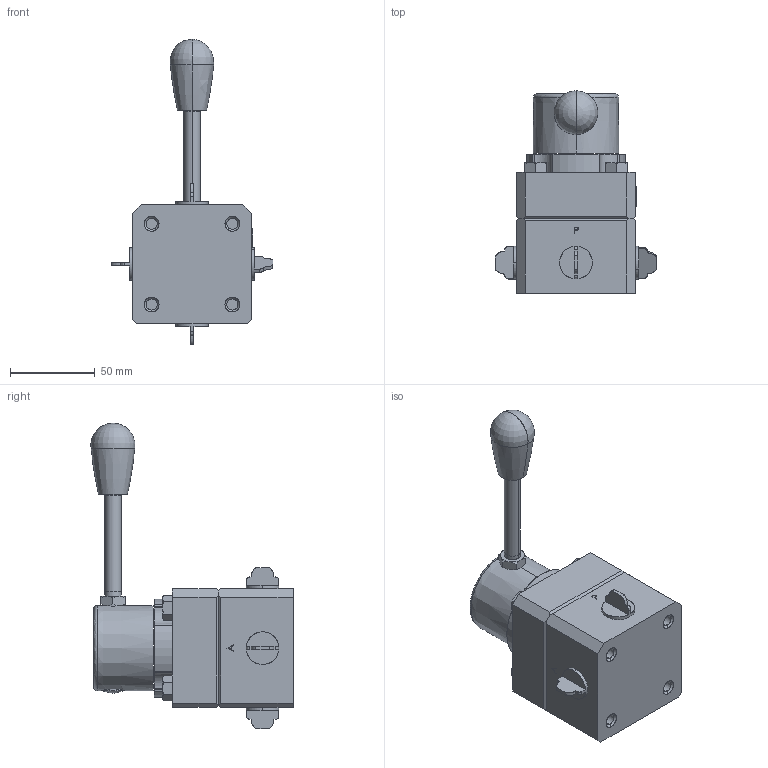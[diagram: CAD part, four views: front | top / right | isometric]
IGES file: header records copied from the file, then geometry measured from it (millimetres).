
Start section: SolidWorks IGES file using analytic representation for surfaces
Global section: file name: TSK6451-UP.IGS; native system: SolidWorks 2023; preprocessor: SolidWorks 2023; author: ms1; date: 240326.092525; units: millimetre
Bounding box: 95 x 119.29 x 180.15 mm (x, y, z)
Surface area: 49397.8 mm2 (no closed solid volume)
Topology: 0 solids, 0 shells, 263 faces, 3785 edges, 3783 vertices
Faces by surface type: bspline 156, revolution 107
